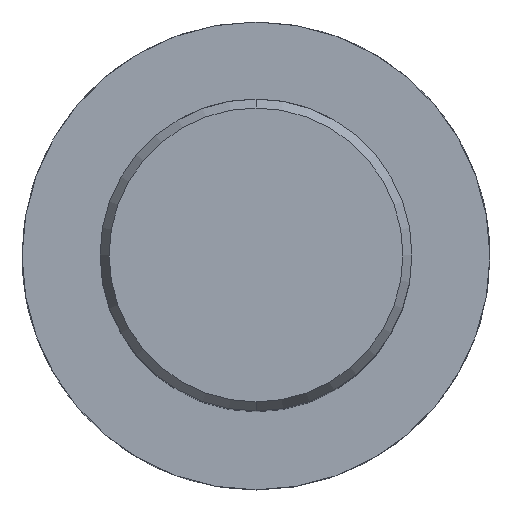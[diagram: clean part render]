
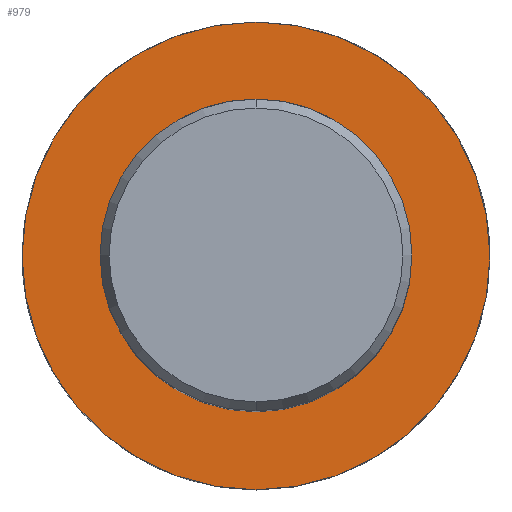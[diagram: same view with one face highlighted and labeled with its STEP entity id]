
A CAD part, top view. The second image highlights one B-rep face of the part: STEP entity #979.
In plain terms, the highlighted planar face has unit normal (0, 0, 1).
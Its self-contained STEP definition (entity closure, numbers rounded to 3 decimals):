
#651=EDGE_CURVE('',#1115,#801,#1488,.T.);
#655=EDGE_CURVE('',#871,#803,#1492,.T.);
#801=VERTEX_POINT('',#1646);
#803=VERTEX_POINT('',#1648);
#871=VERTEX_POINT('',#1722);
#953=EDGE_CURVE('',#803,#871,#1814,.T.);
#979=ADVANCED_FACE('',(#1842,#1843),#1844,.T.);
#1115=VERTEX_POINT('',#1991);
#1193=EDGE_CURVE('',#801,#1115,#2076,.T.);
#1488=CIRCLE('',#2833,20.0);
#1492=CIRCLE('',#2840,30.0);
#1646=CARTESIAN_POINT('',(0.,-20.0,-70.0));
#1648=CARTESIAN_POINT('',(0.,-30.0,-70.0));
#1722=CARTESIAN_POINT('',(0.0,30.0,-70.0));
#1814=CIRCLE('',#4044,30.0);
#1842=FACE_BOUND('',#4095,.T.);
#1843=FACE_OUTER_BOUND('',#4096,.T.);
#1844=PLANE('',#4097);
#1991=CARTESIAN_POINT('',(0.0,20.0,-70.0));
#2076=CIRCLE('',#4622,20.0);
#2833=AXIS2_PLACEMENT_3D('',#5199,#5200,#5201);
#2840=AXIS2_PLACEMENT_3D('',#5203,#5204,#5205);
#4044=AXIS2_PLACEMENT_3D('',#5559,#5560,#5561);
#4095=EDGE_LOOP('',(#5587,#5588));
#4096=EDGE_LOOP('',(#5589,#5590));
#4097=AXIS2_PLACEMENT_3D('',#5591,#5592,#5593);
#4622=AXIS2_PLACEMENT_3D('',#5857,#5858,#5859);
#5199=CARTESIAN_POINT('',(0.0,0.0,-70.0));
#5200=DIRECTION('',(-0.0,0.0,-1.0));
#5201=DIRECTION('',(0.0,1.0,0.0));
#5203=CARTESIAN_POINT('',(0.0,0.0,-70.0));
#5204=DIRECTION('',(0.0,0.0,-1.0));
#5205=DIRECTION('',(0.0,1.0,0.0));
#5559=CARTESIAN_POINT('',(0.0,0.0,-70.0));
#5560=DIRECTION('',(0.0,0.0,-1.0));
#5561=DIRECTION('',(0.0,1.0,0.0));
#5587=ORIENTED_EDGE('',*,*,#651,.T.);
#5588=ORIENTED_EDGE('',*,*,#1193,.T.);
#5589=ORIENTED_EDGE('',*,*,#655,.F.);
#5590=ORIENTED_EDGE('',*,*,#953,.F.);
#5591=CARTESIAN_POINT('',(0.0,15.0,-70.0));
#5592=DIRECTION('',(-0.0,0.0,1.0));
#5593=DIRECTION('',(0.0,-1.0,0.0));
#5857=CARTESIAN_POINT('',(0.0,0.0,-70.0));
#5858=DIRECTION('',(-0.0,0.0,-1.0));
#5859=DIRECTION('',(0.0,1.0,0.0));
